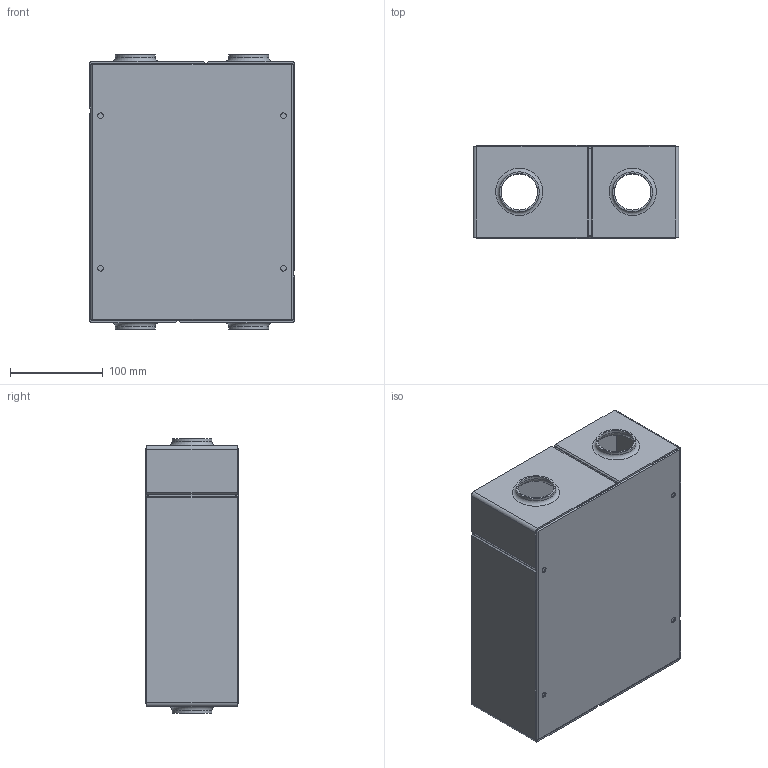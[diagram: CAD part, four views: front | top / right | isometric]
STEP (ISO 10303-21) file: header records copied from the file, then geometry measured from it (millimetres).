
FILE_DESCRIPTION(/* description */ (''),/* implementation_level */ '2;1');
FILE_NAME(/* name */ 'P5 40 Cells.stp',/* time_stamp */ '2020-12-03T15:09:41+01:00',/* author */ (''),/* organization */ (''),/* preprocessor_version */ 'ST-DEVELOPER v16',/* originating_system */ 'SIEMENS PLM Software NX 11.0',/* authorisation */ '');
FILE_SCHEMA (('AP203_CONFIGURATION_CONTROLLED_3D_DESIGN_OF_MECHANICAL_PARTS_AND_ASSEMBLIES_MIM_LF { 1 0 10303 403 2 1 2}'));
Length unit declared in the file: millimetre
Products named in the file (6): 100716070001_00D; 100716090001_00E; 100716080001_00E; 100750290001_00C_MODEL; 100750300001_00D_MODEL; 100929500001_00A
Assembly tree (8 placements, depth 4):
  100929500001_00A
    100750300001_00D_MODEL
      100716080001_00E  x2
      100716090001_00E  x2
      100750290001_00C_MODEL
        100716070001_00D  x2
Bounding box: 222.41 x 100 x 296 mm (x, y, z)
Volume: 548402.6 mm3; surface area: 441723.4 mm2
Topology: 6 solids, 6 shells, 136 faces, 292 edges, 188 vertices
Faces by surface type: plane 80, cylinder 40, torus 8, cone 8
Full cylindrical faces by diameter (mm): 1.35 x4, 3.1 x4, 6 x8, 39.5 x4, 43 x4
Entity records: 2520 total; most frequent: DIRECTION 330, CARTESIAN_POINT 297, ORIENTED_EDGE 256, EDGE_CURVE 128, AXIS2_PLACEMENT_3D 125, EDGE_LOOP 98, VERTEX_POINT 92, LINE 80
